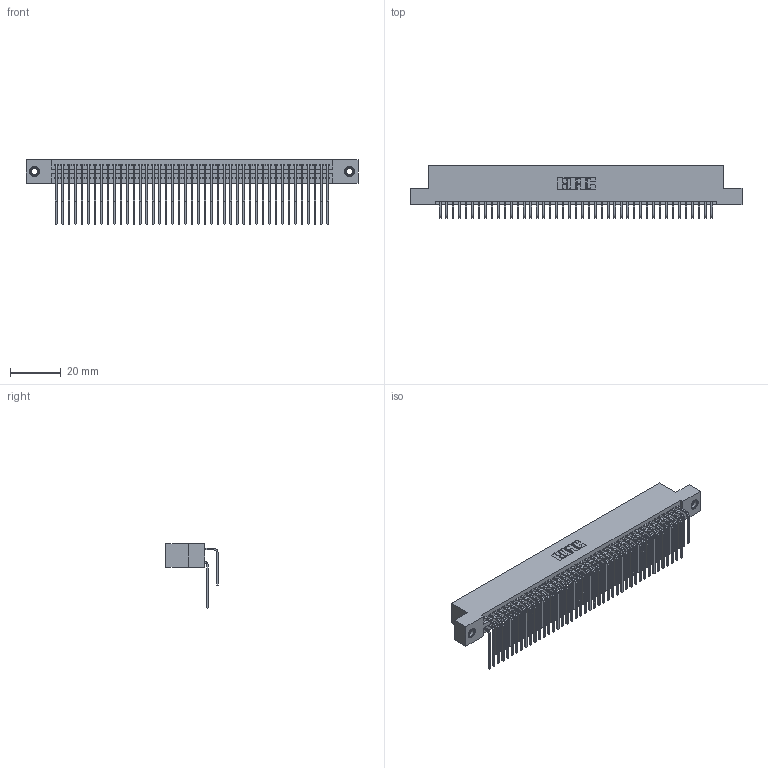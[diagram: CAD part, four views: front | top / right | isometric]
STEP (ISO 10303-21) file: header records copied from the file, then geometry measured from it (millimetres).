
FILE_DESCRIPTION (( 'STEP AP203' ), '1' );
FILE_NAME ('395-086-559-207.STEP', '2019-10-25T12:46:48', ( '' ), ( '' ), 'SwSTEP 2.0', 'SolidWorks 2016', '' );
FILE_SCHEMA (( 'CONFIG_CONTROL_DESIGN' ));
Length unit declared in the file: inch
Products named in the file (5): 345 Part_Flush Mounting Lugs - 0.156 Dia-TI; 345-292-001_558 559 Tail - 1; 345-292-001_559 Tail - 2; 345-250-001_345-250-005-103; 395-086-559-207
Assembly tree (89 placements, depth 2):
  395-086-559-207
    345 Part_Flush Mounting Lugs - 0.156 Dia-TI
    345-292-001_558 559 Tail - 1  x43
    345-292-001_559 Tail - 2  x43
    345-250-001_345-250-005-103  x2
Bounding box: 130.43 x 20.56 x 25.53 mm (x, y, z)
Volume: 13161.9 mm3; surface area: 21835.6 mm2
Topology: 89 solids, 89 shells, 4658 faces, 13807 edges, 9082 vertices
Faces by surface type: plane 3122, cylinder 1520, cone 12, torus 4
Entity records: 36442 total; most frequent: CARTESIAN_POINT 6134, ORIENTED_EDGE 6010, DIRECTION 5407, EDGE_CURVE 3005, VECTOR 2641, LINE 2641, VERTEX_POINT 1996, AXIS2_PLACEMENT_3D 1383
